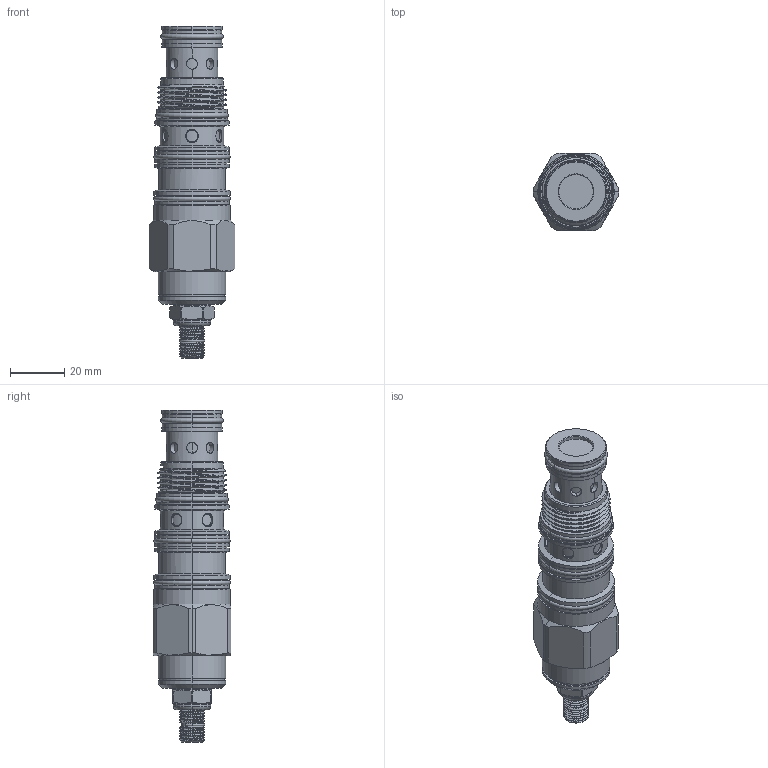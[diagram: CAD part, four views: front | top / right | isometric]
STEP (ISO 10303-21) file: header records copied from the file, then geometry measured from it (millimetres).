
FILE_DESCRIPTION (( 'STEP AP203' ), '1' );
FILE_NAME ('DP22A4N-L.STEP', '2024-05-28T08:48:27', ( '' ), ( '' ), 'SwSTEP 2.0', 'SolidWorks 2018', '' );
FILE_SCHEMA (( 'CONFIG_CONTROL_DESIGN' ));
Length unit declared in the file: millimetre
Products named in the file (1): DP22A4N-L
Bounding box: 31.6 x 28.57 x 122.23 mm (x, y, z)
Volume: 53632.9 mm3; surface area: 13341.9 mm2
Topology: 1 solids, 1 shells, 341 faces, 789 edges, 491 vertices
Faces by surface type: cylinder 192, plane 61, cone 52, torus 25, bspline 11
Entity records: 19436 total; most frequent: CARTESIAN_POINT 11954, ORIENTED_EDGE 1574, DIRECTION 1522, EDGE_CURVE 787, AXIS2_PLACEMENT_3D 634, VERTEX_POINT 491, EDGE_LOOP 384, ADVANCED_FACE 341
